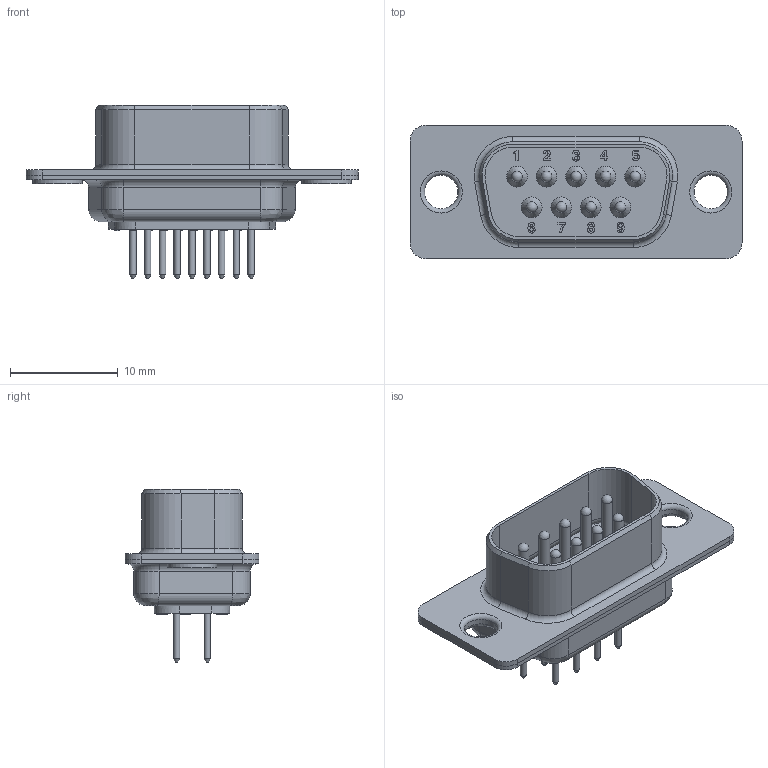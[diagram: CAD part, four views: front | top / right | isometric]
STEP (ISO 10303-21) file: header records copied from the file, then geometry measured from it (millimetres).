
FILE_DESCRIPTION(/* description */ ('DT09PY/2'),/* implementation_level */ '2;1');
FILE_NAME(/* name */ 'K063352.stp',/* time_stamp */ '2019-01-14T10:22:22+01:00',/* author */ ('nf'),/* organization */ (''),/* preprocessor_version */ 'ST-DEVELOPER v17',/* originating_system */ 'Autodesk Inventor 2018',/* authorisation */ '');
FILE_SCHEMA (('AUTOMOTIVE_DESIGN { 1 0 10303 214 3 1 1 }'));
Length unit declared in the file: millimetre
Products named in the file (5): K063352; N00401_BG; R+B00754_BG; R+B00142_BG; R+B00135_BG
Assembly tree (12 placements, depth 2):
  K063352
    N00401_BG
    R+B00754_BG  x9
    R+B00142_BG
    R+B00135_BG
Bounding box: 30.8 x 12.4 x 16.1 mm (x, y, z)
Volume: 1143.5 mm3; surface area: 3316 mm2
Topology: 12 solids, 12 shells, 554 faces, 1412 edges, 953 vertices
Faces by surface type: plane 262, cylinder 181, cone 40, bspline 38, torus 24, sphere 9
Full cylindrical faces by diameter (mm): 0.242 x2, 0.281 x2, 0.6 x9, 1 x9, 1.6 x9, 1.602 x18, 1.92 x9, 1.94 x9, 1.96 x18, 2.23 x9, 2.3 x9, 3.1 x2, 3.9 x2, 4.06 x2, 4.6 x2
Entity records: 15640 total; most frequent: CARTESIAN_POINT 5800, DIRECTION 2009, ORIENTED_EDGE 1972, EDGE_CURVE 986, AXIS2_PLACEMENT_3D 698, VERTEX_POINT 649, LINE 613, VECTOR 613
